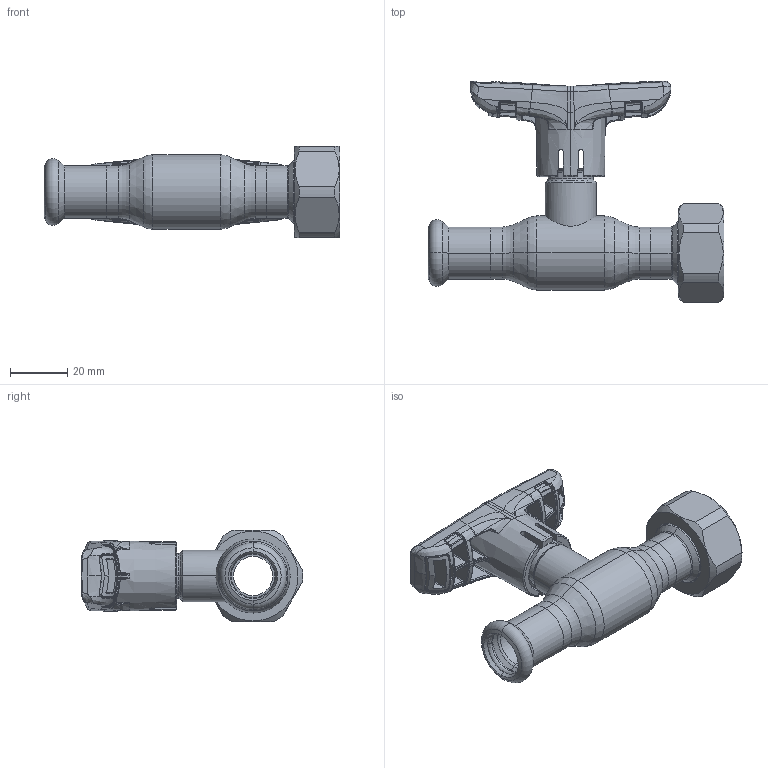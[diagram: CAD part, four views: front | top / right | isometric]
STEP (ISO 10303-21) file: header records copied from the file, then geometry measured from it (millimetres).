
FILE_DESCRIPTION (( 'STEP AP214' ), '1' );
FILE_NAME ('1010001410-1400.step', '2024-01-15T11:20:54', ( '' ), ( '' ), 'SwSTEP 2.0', 'SolidWorks 2021', '' );
FILE_SCHEMA (( 'AUTOMOTIVE_DESIGN' ));
Length unit declared in the file: millimetre
Products named in the file (1): 1010001410-1400
Bounding box: 103.7 x 77.78 x 32 mm (x, y, z)
Surface area: 23210.4 mm2 (no closed solid volume)
Topology: 0 solids, 12 shells, 768 faces, 2194 edges, 1363 vertices
Faces by surface type: bspline 583, plane 58, cylinder 50, cone 33, torus 29, sphere 15
Entity records: 57662 total; most frequent: CARTESIAN_POINT 34321, ORIENTED_EDGE 3886, EDGE_CURVE 2190, DIRECTION 1625, B_SPLINE_CURVE_WITH_KNOTS 1469, VERTEX_POINT 1363, EDGE_LOOP 779, UNCERTAINTY_MEASURE_WITH_UNIT 770
